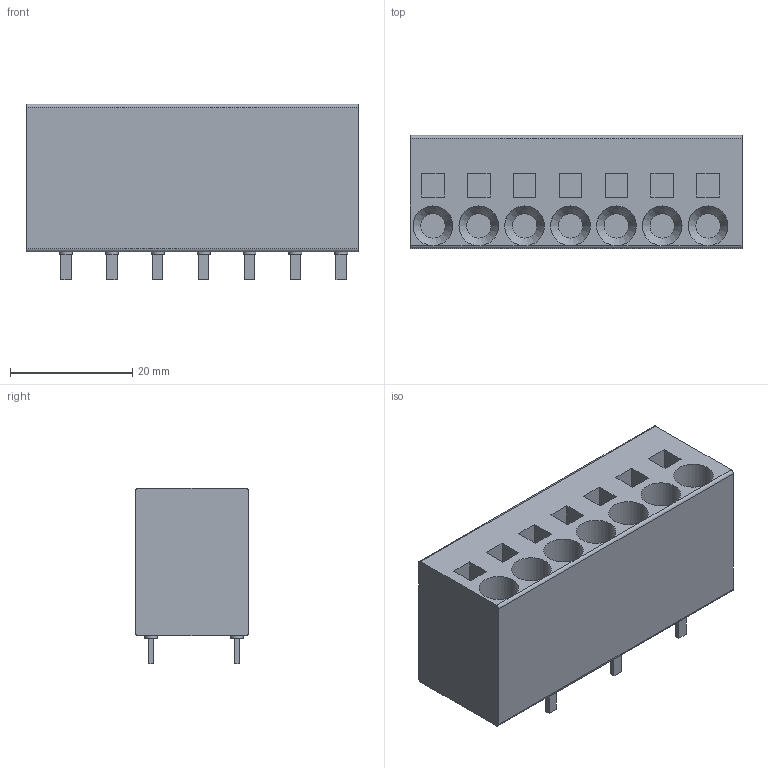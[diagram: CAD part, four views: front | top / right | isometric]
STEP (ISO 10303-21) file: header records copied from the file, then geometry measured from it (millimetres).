
FILE_DESCRIPTION(/* description */ ('model of PhoenixContact_SPT_5_7-V-7.5-ZB_1x07_P7.5mm_Vertical'),/* implementation_level */ '2;1');
FILE_NAME(/* name */ 'PhoenixContact_SPT_5_7-V-7.5-ZB_1x07_P7.5mm_Vertical.step',/* time_stamp */ '2023-01-30T13:58:12',/* author */ ('KiCAD','kicad'),/* organization */ ('OCCT'),/* preprocessor_version */ '',/* originating_system */ 'KiCAD',/* authorisation */ '');
FILE_SCHEMA(('AUTOMOTIVE_DESIGN { 1 0 10303 214 1 1 1 1 }'));
Length unit declared in the file: millimetre
Products named in the file (7): CQ assembly; c08cd758-a09d-11ed-8f45-a0cec80452fd; c08cd758-a09d-11ed-8f45-a0cec80452fd_part; c08cdbae-a09d-11ed-8f45-a0cec80452fd; c08cdbae-a09d-11ed-8f45-a0cec80452fd_part; c08cde74-a09d-11ed-8f45-a0cec80452fd; c08cde74-a09d-11ed-8f45-a0cec80452fd_part
Assembly tree (6 placements, depth 4):
  CQ assembly
    c08cd758-a09d-11ed-8f45-a0cec80452fd
      c08cd758-a09d-11ed-8f45-a0cec80452fd_part
      c08cdbae-a09d-11ed-8f45-a0cec80452fd
        c08cdbae-a09d-11ed-8f45-a0cec80452fd_part
      c08cde74-a09d-11ed-8f45-a0cec80452fd
        c08cde74-a09d-11ed-8f45-a0cec80452fd_part
Bounding box: 54.3 x 18.5 x 28.75 mm (x, y, z)
Volume: 22052.8 mm3; surface area: 7279.4 mm2
Topology: 8 solids, 8 shells, 122 faces, 269 edges, 177 vertices
Faces by surface type: plane 97, cylinder 18, cone 7
Full cylindrical faces by diameter (mm): 2.1 x7, 6.5 x7
Entity records: 3554 total; most frequent: CARTESIAN_POINT 652, DIRECTION 570, ORIENTED_EDGE 538, EDGE_CURVE 269, LINE 212, VECTOR 212, AXIS2_PLACEMENT_3D 179, VERTEX_POINT 177
